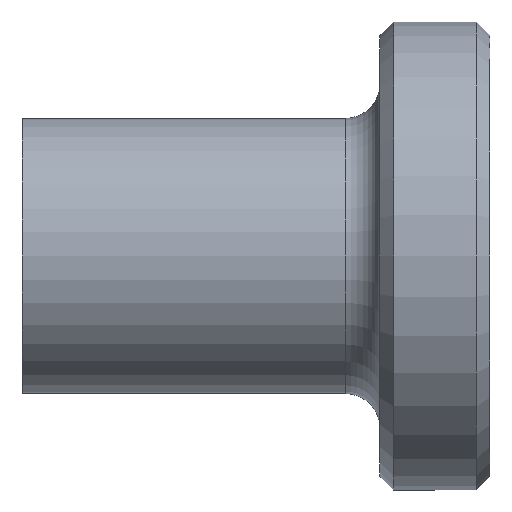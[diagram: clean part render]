
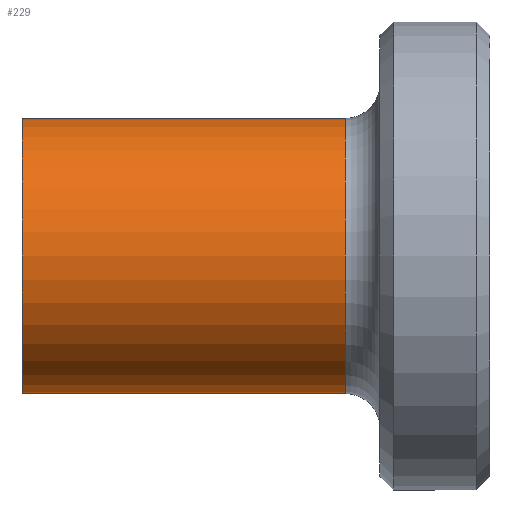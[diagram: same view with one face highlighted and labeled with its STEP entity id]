
A CAD part, front view. The second image highlights one B-rep face of the part: STEP entity #229.
In plain terms, the highlighted cylindrical face has radius 20 mm (diameter 40 mm), a partial arc.
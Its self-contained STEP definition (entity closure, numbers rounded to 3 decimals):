
#13 = CARTESIAN_POINT ( 'NONE',  ( 0., 16., 20. ) ) ;
#20 = EDGE_CURVE ( 'NONE', #45, #66, #502, .T. ) ;
#22 = EDGE_LOOP ( 'NONE', ( #105, #578, #549, #141 ) ) ;
#24 = CYLINDRICAL_SURFACE ( 'NONE', #416, 20. ) ;
#45 = VERTEX_POINT ( 'NONE', #418 ) ;
#66 = VERTEX_POINT ( 'NONE', #280 ) ;
#70 = DIRECTION ( 'NONE',  ( 0., 0., 1. ) ) ;
#88 = LINE ( 'NONE', #13, #174 ) ;
#105 = ORIENTED_EDGE ( 'NONE', *, *, #142, .F. ) ;
#110 = CARTESIAN_POINT ( 'NONE',  ( 0., 16., -20. ) ) ;
#115 = DIRECTION ( 'NONE',  ( -1., 0., 0. ) ) ;
#137 = AXIS2_PLACEMENT_3D ( 'NONE', #362, #465, #199 ) ;
#141 = ORIENTED_EDGE ( 'NONE', *, *, #20, .F. ) ;
#142 = EDGE_CURVE ( 'NONE', #603, #45, #406, .T. ) ;
#150 = DIRECTION ( 'NONE',  ( -1., 0., 0. ) ) ;
#174 = VECTOR ( 'NONE', #150, 1000. ) ;
#199 = DIRECTION ( 'NONE',  ( 0., 0., 1. ) ) ;
#218 = FACE_OUTER_BOUND ( 'NONE', #22, .T. ) ;
#229 = ADVANCED_FACE ( 'NONE', ( #218 ), #24, .T. ) ;
#268 = VERTEX_POINT ( 'NONE', #404 ) ;
#280 = CARTESIAN_POINT ( 'NONE',  ( 0., 16., 20. ) ) ;
#291 = CARTESIAN_POINT ( 'NONE',  ( 47., 16., 0. ) ) ;
#301 = DIRECTION ( 'NONE',  ( -1., 0., 0. ) ) ;
#316 = CARTESIAN_POINT ( 'NONE',  ( 0., 16., 0. ) ) ;
#362 = CARTESIAN_POINT ( 'NONE',  ( 0., 16., 0. ) ) ;
#404 = CARTESIAN_POINT ( 'NONE',  ( 47., 16., 20. ) ) ;
#406 = LINE ( 'NONE', #110, #523 ) ;
#416 = AXIS2_PLACEMENT_3D ( 'NONE', #316, #529, #70 ) ;
#418 = CARTESIAN_POINT ( 'NONE',  ( 0., 16., -20. ) ) ;
#425 = EDGE_CURVE ( 'NONE', #603, #268, #559, .T. ) ;
#465 = DIRECTION ( 'NONE',  ( -1., 0., 0. ) ) ;
#502 = CIRCLE ( 'NONE', #137, 20. ) ;
#514 = EDGE_CURVE ( 'NONE', #268, #66, #88, .T. ) ;
#523 = VECTOR ( 'NONE', #115, 1000. ) ;
#529 = DIRECTION ( 'NONE',  ( -1., 0., 0. ) ) ;
#549 = ORIENTED_EDGE ( 'NONE', *, *, #514, .T. ) ;
#558 = DIRECTION ( 'NONE',  ( 0., 0., 1. ) ) ;
#559 = CIRCLE ( 'NONE', #581, 20. ) ;
#578 = ORIENTED_EDGE ( 'NONE', *, *, #425, .T. ) ;
#581 = AXIS2_PLACEMENT_3D ( 'NONE', #291, #301, #558 ) ;
#603 = VERTEX_POINT ( 'NONE', #640 ) ;
#640 = CARTESIAN_POINT ( 'NONE',  ( 47., 16., -20. ) ) ;
